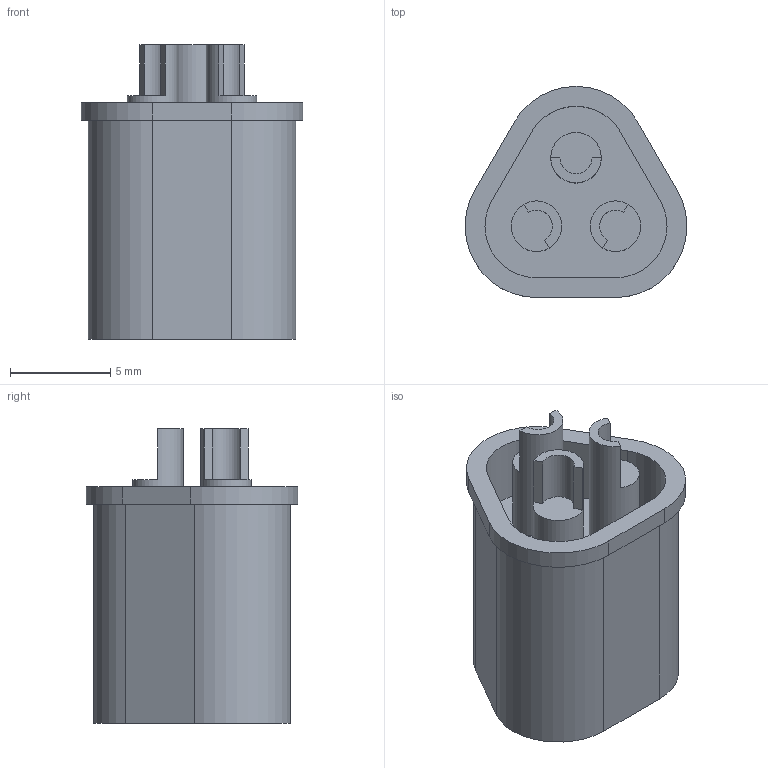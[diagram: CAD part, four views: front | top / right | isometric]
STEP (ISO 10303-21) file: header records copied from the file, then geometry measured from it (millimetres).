
FILE_DESCRIPTION(/* description */ (''),/* implementation_level */ '2;1');
FILE_NAME(/* name */ 'mt30-m v2.step',/* time_stamp */ '2022-02-04T23:54:15+03:00',/* author */ (''),/* organization */ (''),/* preprocessor_version */ 'ST-DEVELOPER v19.2',/* originating_system */ 'Autodesk Translation Framework v12.6.0.85',/* authorisation */ '');
FILE_SCHEMA (('AUTOMOTIVE_DESIGN { 1 0 10303 214 3 1 1 }'));
Length unit declared in the file: inch
Products named in the file (1): mt30-m v1
Bounding box: 11.05 x 10.52 x 14.68 mm (x, y, z)
Volume: 448 mm3; surface area: 1064.5 mm2
Topology: 1 solids, 1 shells, 57 faces, 143 edges, 94 vertices
Faces by surface type: plane 33, cylinder 21, sphere 3
Full cylindrical faces by diameter (mm): 1.651 x3, 2.515 x3
Entity records: 1755 total; most frequent: DIRECTION 306, CARTESIAN_POINT 292, ORIENTED_EDGE 280, EDGE_CURVE 140, AXIS2_PLACEMENT_3D 108, VERTEX_POINT 94, LINE 90, VECTOR 90
